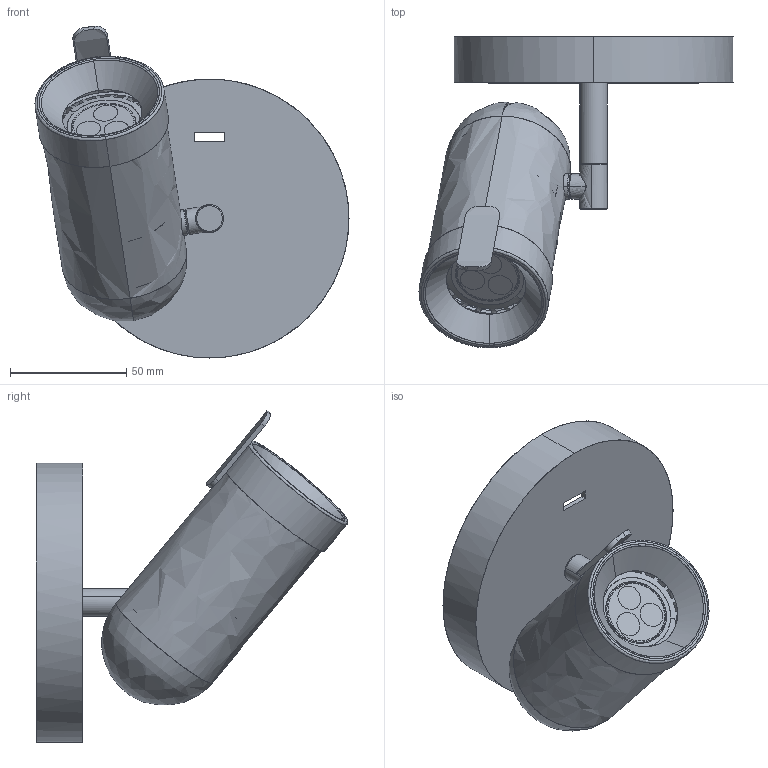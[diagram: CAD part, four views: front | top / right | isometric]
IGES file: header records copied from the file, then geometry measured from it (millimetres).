
Start section: SolidWorks IGES file using analytic representation for surfaces
Global section: file name: 19H43522.igs; native system: Rhinoceros ( Dec 17 2019 ); preprocessor: Trout Lake IGES 012 Dec 17 2019; date: 200207.083946; units: millimetre
Bounding box: 135.08 x 134.09 x 142.83 mm (x, y, z)
Surface area: 118253.6 mm2 (no closed solid volume)
Topology: 0 solids, 0 shells, 342 faces, 5236 edges, 5224 vertices
Faces by surface type: bspline 342
